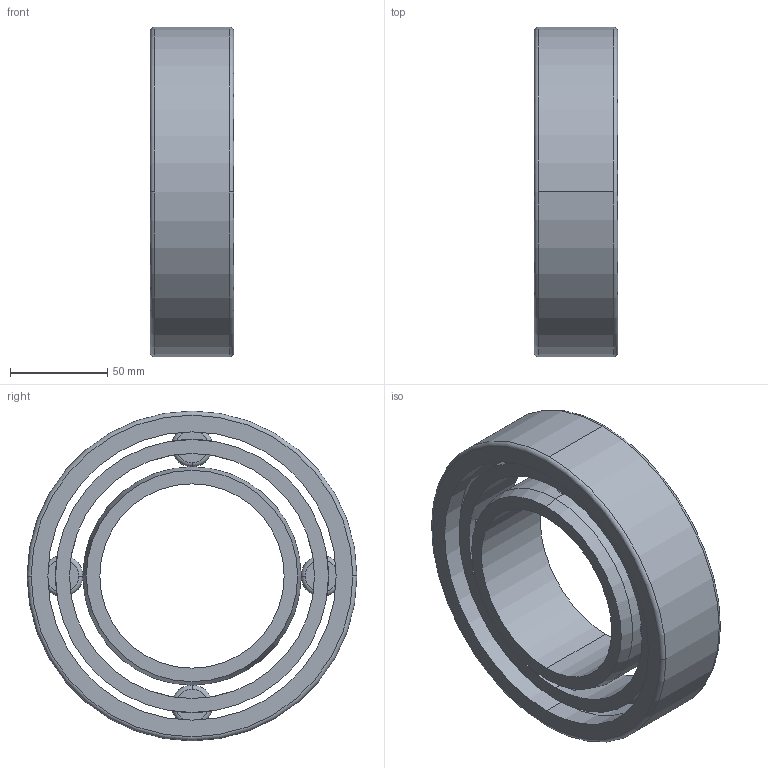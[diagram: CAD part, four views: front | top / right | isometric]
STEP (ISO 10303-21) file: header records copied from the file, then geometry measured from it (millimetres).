
FILE_DESCRIPTION(('STEP AP214'),'1');
FILE_NAME('nu2219-e-xl-tvp2.stp','2025-09-02T06:04:49',('TraceParts'),('TraceParts S.A.'),'Spatial InterOp 3D',' ',' ');
FILE_SCHEMA(('AUTOMOTIVE_DESIGN { 1 0 10303 214 1 1 1 1 }'));
Length unit declared in the file: millimetre
Products named in the file (1): inafag_nu2219-e-xl-tvp2_v6b8k8f9cp5lu6eld8smmbs4_1
Bounding box: 43 x 170 x 170 mm (x, y, z)
Volume: 424675.2 mm3; surface area: 126564.1 mm2
Topology: 7 solids, 7 shells, 88 faces, 224 edges, 148 vertices
Faces by surface type: cylinder 40, plane 24, torus 20, cone 4
Entity records: 3537 total; most frequent: DIRECTION 582, CARTESIAN_POINT 467, ORIENTED_EDGE 448, AXIS2_PLACEMENT_3D 263, EDGE_CURVE 224, CIRCLE 168, VERTEX_POINT 148, EDGE_LOOP 100
